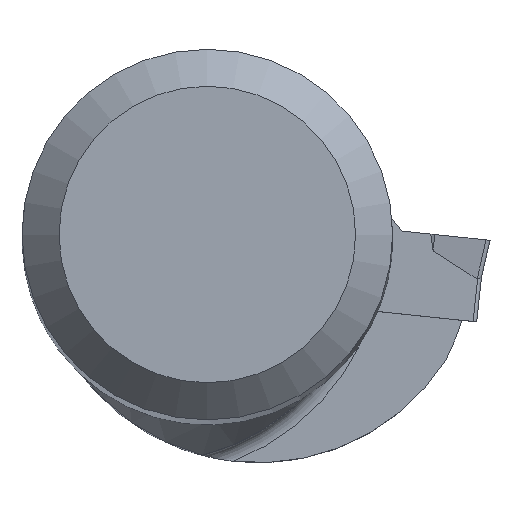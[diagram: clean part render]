
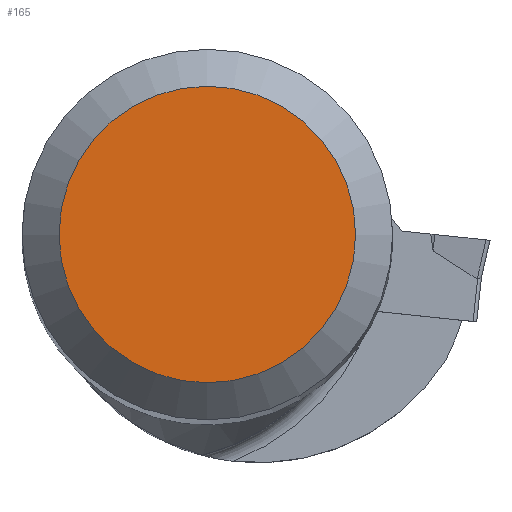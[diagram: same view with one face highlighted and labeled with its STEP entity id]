
A CAD part, top view. The second image highlights one B-rep face of the part: STEP entity #165.
In plain terms, the highlighted planar face has unit normal (0, 0, 1).
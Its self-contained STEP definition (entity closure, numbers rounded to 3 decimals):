
#120=PLANE('',#1389);
#165=ADVANCED_FACE('',(#244),#120,.F.);
#244=FACE_OUTER_BOUND('',#309,.T.);
#309=EDGE_LOOP('',(#521));
#377=CIRCLE('',#1388,8.);
#521=ORIENTED_EDGE('',*,*,#965,.T.);
#832=VERTEX_POINT('',#2023);
#965=EDGE_CURVE('',#832,#832,#377,.T.);
#1388=AXIS2_PLACEMENT_3D('',#2022,#1559,#1560);
#1389=AXIS2_PLACEMENT_3D('',#2024,#1561,#1562);
#1559=DIRECTION('',(0.,0.,1.));
#1560=DIRECTION('',(0.,1.,0.));
#1561=DIRECTION('',(0.,0.,-1.));
#1562=DIRECTION('',(0.,1.,0.));
#2022=CARTESIAN_POINT('',(0.,0.,0.));
#2023=CARTESIAN_POINT('',(0.,8.,0.));
#2024=CARTESIAN_POINT('',(0.,0.,0.));
